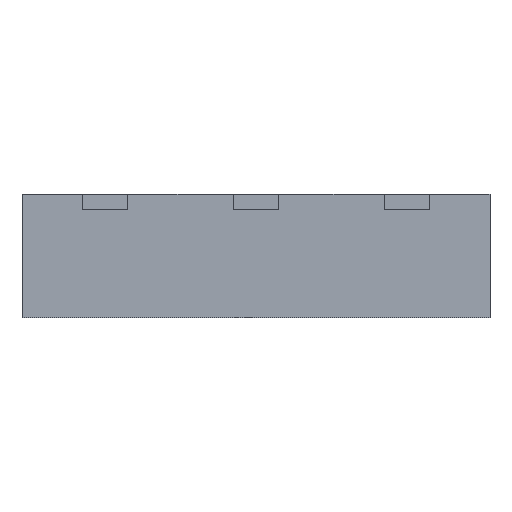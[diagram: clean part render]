
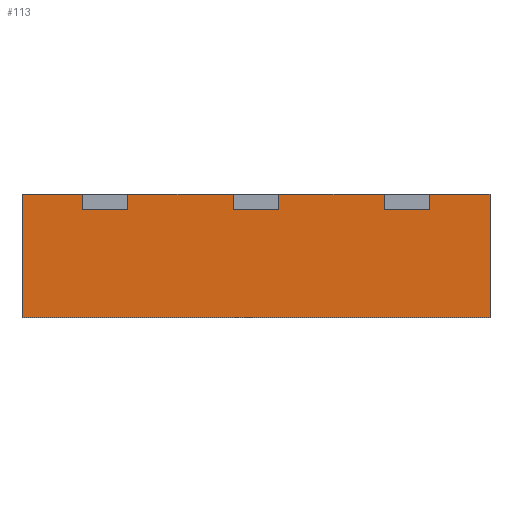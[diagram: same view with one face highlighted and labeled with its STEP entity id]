
A CAD part, front view. The second image highlights one B-rep face of the part: STEP entity #113.
In plain terms, the highlighted planar face has unit normal (0, -1, 0).
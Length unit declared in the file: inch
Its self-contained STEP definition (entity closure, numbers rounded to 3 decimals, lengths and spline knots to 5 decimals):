
#4 = CARTESIAN_POINT ( 'NONE',  ( 0., 0.65206, 0.082 ) ) ;
#7 = DIRECTION ( 'NONE',  ( 1., 0., 0. ) ) ;
#16 = VECTOR ( 'NONE', #704, 39.37008 ) ;
#25 = EDGE_CURVE ( 'NONE', #779, #919, #910, .T. ) ;
#28 = ORIENTED_EDGE ( 'NONE', *, *, #25, .T. ) ;
#35 = ORIENTED_EDGE ( 'NONE', *, *, #606, .T. ) ;
#53 = DIRECTION ( 'NONE',  ( 1., 0., 0. ) ) ;
#61 = ORIENTED_EDGE ( 'NONE', *, *, #318, .T. ) ;
#63 = DIRECTION ( 'NONE',  ( 0., 0., -1. ) ) ;
#94 = VERTEX_POINT ( 'NONE', #261 ) ;
#96 = VERTEX_POINT ( 'NONE', #264 ) ;
#98 = DIRECTION ( 'NONE',  ( 0., 0., -1. ) ) ;
#109 = ORIENTED_EDGE ( 'NONE', *, *, #1021, .F. ) ;
#113 = ADVANCED_FACE ( 'NONE', ( #608 ), #372, .F. ) ;
#118 = VECTOR ( 'NONE', #98, 39.37008 ) ;
#123 = VECTOR ( 'NONE', #710, 39.37008 ) ;
#124 = DIRECTION ( 'NONE',  ( 0., 0., 1. ) ) ;
#128 = CARTESIAN_POINT ( 'NONE',  ( 0.14, 0.65206, 0.072 ) ) ;
#148 = EDGE_CURVE ( 'NONE', #919, #96, #429, .T. ) ;
#151 = DIRECTION ( 'NONE',  ( -1., 0., 0. ) ) ;
#156 = VECTOR ( 'NONE', #7, 39.37008 ) ;
#164 = LINE ( 'NONE', #903, #473 ) ;
#166 = AXIS2_PLACEMENT_3D ( 'NONE', #631, #958, #529 ) ;
#167 = CARTESIAN_POINT ( 'NONE',  ( 0., 0.65206, 0.082 ) ) ;
#208 = LINE ( 'NONE', #840, #633 ) ;
#222 = VECTOR ( 'NONE', #669, 39.37008 ) ;
#250 = CARTESIAN_POINT ( 'NONE',  ( 0.17, 0.65206, 0.072 ) ) ;
#261 = CARTESIAN_POINT ( 'NONE',  ( 0.17, 0.65206, 0.082 ) ) ;
#264 = CARTESIAN_POINT ( 'NONE',  ( 0.31, 0.65206, 0. ) ) ;
#275 = DIRECTION ( 'NONE',  ( -1., 0., 0. ) ) ;
#281 = EDGE_CURVE ( 'NONE', #584, #634, #164, .T. ) ;
#293 = CARTESIAN_POINT ( 'NONE',  ( 0.24, 0.65206, 0.082 ) ) ;
#301 = VERTEX_POINT ( 'NONE', #390 ) ;
#306 = LINE ( 'NONE', #596, #359 ) ;
#318 = EDGE_CURVE ( 'NONE', #999, #766, #516, .T. ) ;
#328 = DIRECTION ( 'NONE',  ( 0., 0., 1. ) ) ;
#335 = DIRECTION ( 'NONE',  ( 0., 0., 1. ) ) ;
#344 = LINE ( 'NONE', #4, #861 ) ;
#357 = DIRECTION ( 'NONE',  ( 1., 0., 0. ) ) ;
#358 = CARTESIAN_POINT ( 'NONE',  ( 0., 0.65206, 0.082 ) ) ;
#359 = VECTOR ( 'NONE', #683, 39.37008 ) ;
#364 = ORIENTED_EDGE ( 'NONE', *, *, #628, .F. ) ;
#372 = PLANE ( 'NONE',  #166 ) ;
#378 = ORIENTED_EDGE ( 'NONE', *, *, #148, .T. ) ;
#390 = CARTESIAN_POINT ( 'NONE',  ( 0.04, 0.65206, 0.082 ) ) ;
#391 = EDGE_LOOP ( 'NONE', ( #700, #35, #109, #28, #378, #469, #364, #602, #500, #527, #1061, #764, #61, #938, #399, #1044 ) ) ;
#399 = ORIENTED_EDGE ( 'NONE', *, *, #684, .F. ) ;
#410 = DIRECTION ( 'NONE',  ( 0., 0., 1. ) ) ;
#423 = CARTESIAN_POINT ( 'NONE',  ( 0.07, 0.65206, 0.072 ) ) ;
#426 = VECTOR ( 'NONE', #151, 39.37008 ) ;
#429 = LINE ( 'NONE', #782, #16 ) ;
#444 = EDGE_CURVE ( 'NONE', #94, #810, #970, .T. ) ;
#445 = LINE ( 'NONE', #801, #123 ) ;
#463 = CARTESIAN_POINT ( 'NONE',  ( 0.14, 0.65206, 0.072 ) ) ;
#469 = ORIENTED_EDGE ( 'NONE', *, *, #1096, .F. ) ;
#473 = VECTOR ( 'NONE', #124, 39.37008 ) ;
#475 = EDGE_CURVE ( 'NONE', #1036, #626, #867, .T. ) ;
#479 = VECTOR ( 'NONE', #328, 39.37008 ) ;
#495 = EDGE_CURVE ( 'NONE', #999, #94, #593, .T. ) ;
#500 = ORIENTED_EDGE ( 'NONE', *, *, #680, .T. ) ;
#516 = LINE ( 'NONE', #128, #1103 ) ;
#524 = LINE ( 'NONE', #659, #479 ) ;
#527 = ORIENTED_EDGE ( 'NONE', *, *, #789, .T. ) ;
#528 = CARTESIAN_POINT ( 'NONE',  ( 0.04, 0.65206, 0.072 ) ) ;
#529 = DIRECTION ( 'NONE',  ( 0., 0., 1. ) ) ;
#552 = VECTOR ( 'NONE', #275, 39.37008 ) ;
#565 = CARTESIAN_POINT ( 'NONE',  ( 0.07, 0.65206, 0.082 ) ) ;
#567 = LINE ( 'NONE', #701, #552 ) ;
#581 = EDGE_CURVE ( 'NONE', #766, #730, #306, .T. ) ;
#582 = CARTESIAN_POINT ( 'NONE',  ( 0., 0.65206, 0.082 ) ) ;
#584 = VERTEX_POINT ( 'NONE', #1104 ) ;
#593 = LINE ( 'NONE', #1013, #656 ) ;
#596 = CARTESIAN_POINT ( 'NONE',  ( 0.14, 0.65206, 0.072 ) ) ;
#602 = ORIENTED_EDGE ( 'NONE', *, *, #281, .F. ) ;
#606 = EDGE_CURVE ( 'NONE', #626, #301, #208, .T. ) ;
#608 = FACE_OUTER_BOUND ( 'NONE', #391, .T. ) ;
#626 = VERTEX_POINT ( 'NONE', #528 ) ;
#627 = CARTESIAN_POINT ( 'NONE',  ( 0.24, 0.65206, 0.072 ) ) ;
#628 = EDGE_CURVE ( 'NONE', #634, #760, #1073, .T. ) ;
#631 = CARTESIAN_POINT ( 'NONE',  ( 0., 0.65206, 0.082 ) ) ;
#633 = VECTOR ( 'NONE', #335, 39.37008 ) ;
#634 = VERTEX_POINT ( 'NONE', #694 ) ;
#656 = VECTOR ( 'NONE', #410, 39.37008 ) ;
#659 = CARTESIAN_POINT ( 'NONE',  ( 0.07, 0.65206, 0.072 ) ) ;
#669 = DIRECTION ( 'NONE',  ( 1., 0., 0. ) ) ;
#680 = EDGE_CURVE ( 'NONE', #584, #814, #567, .T. ) ;
#683 = DIRECTION ( 'NONE',  ( 0., 0., 1. ) ) ;
#684 = EDGE_CURVE ( 'NONE', #948, #730, #344, .T. ) ;
#691 = CARTESIAN_POINT ( 'NONE',  ( 0., 0.65206, 0.082 ) ) ;
#694 = CARTESIAN_POINT ( 'NONE',  ( 0.27, 0.65206, 0.082 ) ) ;
#700 = ORIENTED_EDGE ( 'NONE', *, *, #475, .T. ) ;
#701 = CARTESIAN_POINT ( 'NONE',  ( 0.24, 0.65206, 0.072 ) ) ;
#704 = DIRECTION ( 'NONE',  ( 1., 0., 0. ) ) ;
#710 = DIRECTION ( 'NONE',  ( 0., 0., 1. ) ) ;
#730 = VERTEX_POINT ( 'NONE', #781 ) ;
#760 = VERTEX_POINT ( 'NONE', #957 ) ;
#764 = ORIENTED_EDGE ( 'NONE', *, *, #495, .F. ) ;
#766 = VERTEX_POINT ( 'NONE', #463 ) ;
#779 = VERTEX_POINT ( 'NONE', #976 ) ;
#781 = CARTESIAN_POINT ( 'NONE',  ( 0.14, 0.65206, 0.082 ) ) ;
#782 = CARTESIAN_POINT ( 'NONE',  ( 0., 0.65206, 0. ) ) ;
#789 = EDGE_CURVE ( 'NONE', #814, #810, #445, .T. ) ;
#801 = CARTESIAN_POINT ( 'NONE',  ( 0.24, 0.65206, 0.072 ) ) ;
#810 = VERTEX_POINT ( 'NONE', #293 ) ;
#814 = VERTEX_POINT ( 'NONE', #627 ) ;
#816 = DIRECTION ( 'NONE',  ( -1., 0., 0. ) ) ;
#823 = VECTOR ( 'NONE', #53, 39.37008 ) ;
#838 = CARTESIAN_POINT ( 'NONE',  ( 0.31, 0.65206, 0.082 ) ) ;
#840 = CARTESIAN_POINT ( 'NONE',  ( 0.04, 0.65206, 0.072 ) ) ;
#845 = VECTOR ( 'NONE', #63, 39.37008 ) ;
#861 = VECTOR ( 'NONE', #357, 39.37008 ) ;
#867 = LINE ( 'NONE', #423, #426 ) ;
#888 = LINE ( 'NONE', #167, #222 ) ;
#903 = CARTESIAN_POINT ( 'NONE',  ( 0.27, 0.65206, 0.072 ) ) ;
#910 = LINE ( 'NONE', #358, #118 ) ;
#919 = VERTEX_POINT ( 'NONE', #982 ) ;
#926 = CARTESIAN_POINT ( 'NONE',  ( 0.07, 0.65206, 0.072 ) ) ;
#938 = ORIENTED_EDGE ( 'NONE', *, *, #581, .T. ) ;
#947 = LINE ( 'NONE', #838, #845 ) ;
#948 = VERTEX_POINT ( 'NONE', #565 ) ;
#957 = CARTESIAN_POINT ( 'NONE',  ( 0.31, 0.65206, 0.082 ) ) ;
#958 = DIRECTION ( 'NONE',  ( 0., 1., 0. ) ) ;
#970 = LINE ( 'NONE', #582, #823 ) ;
#976 = CARTESIAN_POINT ( 'NONE',  ( 0., 0.65206, 0.082 ) ) ;
#982 = CARTESIAN_POINT ( 'NONE',  ( 0., 0.65206, 0. ) ) ;
#999 = VERTEX_POINT ( 'NONE', #250 ) ;
#1013 = CARTESIAN_POINT ( 'NONE',  ( 0.17, 0.65206, 0.072 ) ) ;
#1021 = EDGE_CURVE ( 'NONE', #779, #301, #888, .T. ) ;
#1036 = VERTEX_POINT ( 'NONE', #926 ) ;
#1042 = EDGE_CURVE ( 'NONE', #1036, #948, #524, .T. ) ;
#1044 = ORIENTED_EDGE ( 'NONE', *, *, #1042, .F. ) ;
#1061 = ORIENTED_EDGE ( 'NONE', *, *, #444, .F. ) ;
#1073 = LINE ( 'NONE', #691, #156 ) ;
#1096 = EDGE_CURVE ( 'NONE', #760, #96, #947, .T. ) ;
#1103 = VECTOR ( 'NONE', #816, 39.37008 ) ;
#1104 = CARTESIAN_POINT ( 'NONE',  ( 0.27, 0.65206, 0.072 ) ) ;
